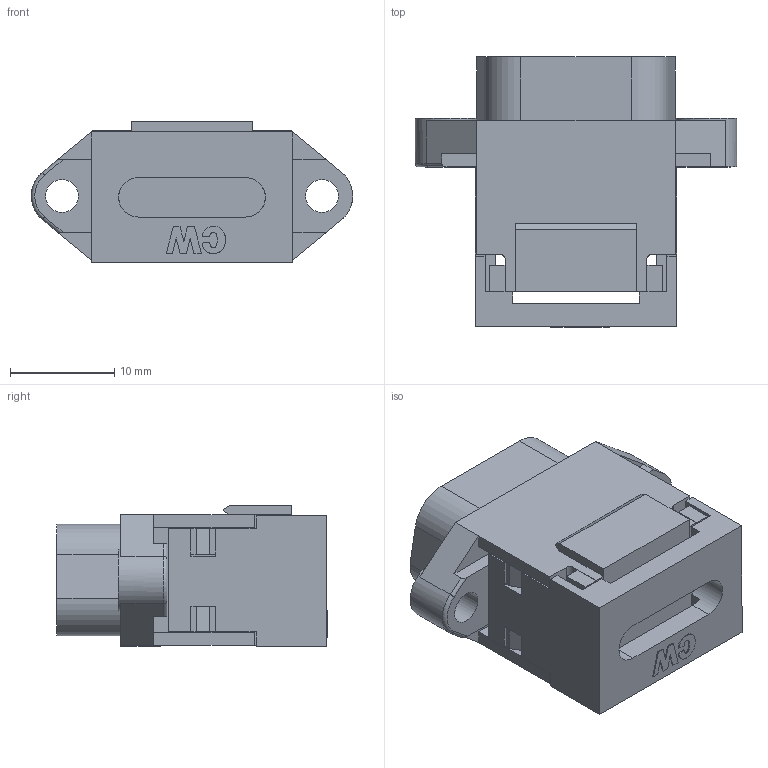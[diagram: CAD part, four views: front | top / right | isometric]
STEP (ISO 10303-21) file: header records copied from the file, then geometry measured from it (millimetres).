
FILE_DESCRIPTION(/* description */ (''),/* implementation_level */ '2;1');
FILE_NAME(/* name */ 'CWR-182-9 3D Model.stp',/* time_stamp */ '2023-12-04T14:47:42-05:00',/* author */ ('dwiltbank'),/* organization */ (''),/* preprocessor_version */ 'ST-DEVELOPER v19.2',/* originating_system */ 'Autodesk Inventor 2024',/* authorisation */ '');
FILE_SCHEMA (('AUTOMOTIVE_DESIGN { 1 0 10303 214 3 1 1 }'));
Length unit declared in the file: inch
Products named in the file (7): CWR-182-9; C-23-18-9; C-20-17-pin; C-20-17-top; C-80-78-9; C-16-26-9; C-16-23-9
Assembly tree (22 placements, depth 2):
  CWR-182-9
    C-23-18-9
    C-20-17-pin  x9
    C-20-17-top  x9
    C-80-78-9
    C-16-26-9
    C-16-23-9
Bounding box: 30.89 x 25.99 x 13.56 mm (x, y, z)
Volume: 4375.3 mm3; surface area: 7085.9 mm2
Topology: 31 solids, 31 shells, 2266 faces, 6341 edges, 3837 vertices
Faces by surface type: plane 1650, cylinder 553, bspline 35, torus 19, sphere 9
Full cylindrical faces by diameter (mm): 1.092 x9, 3.175 x2, 5.893 x2
Entity records: 23807 total; most frequent: CARTESIAN_POINT 4363, ORIENTED_EDGE 4064, DIRECTION 3764, EDGE_CURVE 2032, LINE 1740, VECTOR 1740, VERTEX_POINT 1285, AXIS2_PLACEMENT_3D 1012
